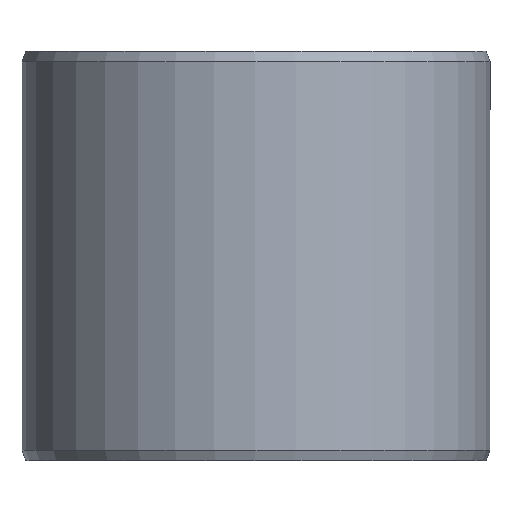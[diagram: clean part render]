
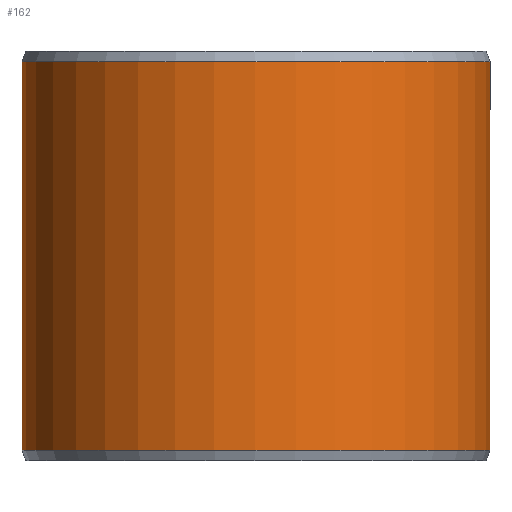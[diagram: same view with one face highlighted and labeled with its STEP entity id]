
A CAD part, front view. The second image highlights one B-rep face of the part: STEP entity #162.
In plain terms, the highlighted cylindrical face has radius 40 mm (diameter 80 mm), a partial arc.
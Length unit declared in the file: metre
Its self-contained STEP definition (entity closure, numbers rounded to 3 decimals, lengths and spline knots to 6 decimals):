
#162=ADVANCED_FACE('',(#185,#186),#187,.T.);
#185=FACE_OUTER_BOUND('',#211,.T.);
#186=FACE_BOUND('',#212,.T.);
#187=CYLINDRICAL_SURFACE('',#213,0.04);
#211=EDGE_LOOP('',(#289,#290,#291,#292));
#212=EDGE_LOOP('',(#293));
#213=AXIS2_PLACEMENT_3D('',#294,#295,#296);
#289=ORIENTED_EDGE('',*,*,#314,.T.);
#290=ORIENTED_EDGE('',*,*,#323,.F.);
#291=ORIENTED_EDGE('',*,*,#309,.F.);
#292=ORIENTED_EDGE('',*,*,#324,.T.);
#293=ORIENTED_EDGE('',*,*,#327,.T.);
#294=CARTESIAN_POINT('',(0.,0.,0.0));
#295=DIRECTION('',(0.,0.0,-1.0));
#296=DIRECTION('',(-1.0,0.0,0.));
#309=EDGE_CURVE('',#341,#342,#343,.T.);
#314=EDGE_CURVE('',#351,#349,#352,.T.);
#323=EDGE_CURVE('',#342,#349,#365,.T.);
#324=EDGE_CURVE('',#341,#351,#366,.T.);
#327=EDGE_CURVE('',#370,#370,#371,.T.);
#341=VERTEX_POINT('',#389);
#342=VERTEX_POINT('',#390);
#343=CIRCLE('',#391,0.04);
#349=VERTEX_POINT('',#399);
#351=VERTEX_POINT('',#402);
#352=CIRCLE('',#403,0.04);
#365=LINE('',#422,#423);
#366=LINE('',#424,#425);
#370=VERTEX_POINT('',#495);
#371=B_SPLINE_CURVE_WITH_KNOTS('',3,(#496,#497,#498,#499,#500,#501,#502,#503,#504,#505,#506,#507,#508,#509,#510,#511,#512,#513,#514,#515,#516,#517,#518,#519,#520,#521,#522,#523,#524,#525,#526,#527,#528,#529,#530,#531,#532,#533,#534,#535,#536,#537,#538,#539,#540,#541,#542,#543,#544,#545,#546,#547,#548,#549,#550,#551,#552,#553,#554,#555,#556,#557,#558,#559,#560,#561),.UNSPECIFIED.,.T.,.F.,(2,2,2,2,2,2,2,2,2,2,2,2,2,2,2,2,2,2,2,2,2,2,2,2,2,2,2,2,2,2,2,2,2,2,2),(-0.000782,0.0,0.000782,0.001564,0.002346,0.003128,0.00391,0.004692,0.005474,0.006256,0.007038,0.00782,0.008602,0.009384,0.010166,0.010948,0.01173,0.012512,0.013294,0.014076,0.014858,0.01564,0.016422,0.017204,0.017986,0.018768,0.01955,0.020332,0.021114,0.021896,0.022678,0.02346,0.024242,0.025024,0.025806),.UNSPECIFIED.);
#389=CARTESIAN_POINT('',(0.000698,0.039994,0.0018));
#390=CARTESIAN_POINT('',(0.,0.04,0.0018));
#391=AXIS2_PLACEMENT_3D('',#575,#576,#577);
#399=CARTESIAN_POINT('',(0.,0.04,0.0682));
#402=CARTESIAN_POINT('',(0.000698,0.039994,0.0682));
#403=AXIS2_PLACEMENT_3D('',#584,#585,#586);
#422=CARTESIAN_POINT('',(0.,0.04,0.0018));
#423=VECTOR('',#599,1.0);
#424=CARTESIAN_POINT('',(0.000698,0.039994,0.0018));
#425=VECTOR('',#600,1.0);
#495=CARTESIAN_POINT('',(0.032055,-0.023927,0.035));
#496=CARTESIAN_POINT('',(0.032055,-0.023927,0.034736));
#497=CARTESIAN_POINT('',(0.032055,-0.023927,0.035264));
#498=CARTESIAN_POINT('',(0.03207,-0.023906,0.035524));
#499=CARTESIAN_POINT('',(0.032131,-0.023824,0.036036));
#500=CARTESIAN_POINT('',(0.032177,-0.023762,0.03629));
#501=CARTESIAN_POINT('',(0.032297,-0.023599,0.036774));
#502=CARTESIAN_POINT('',(0.03237,-0.0235,0.037004));
#503=CARTESIAN_POINT('',(0.03254,-0.023263,0.037439));
#504=CARTESIAN_POINT('',(0.032638,-0.023125,0.037644));
#505=CARTESIAN_POINT('',(0.03285,-0.022823,0.038013));
#506=CARTESIAN_POINT('',(0.032965,-0.022657,0.038179));
#507=CARTESIAN_POINT('',(0.033211,-0.022295,0.038471));
#508=CARTESIAN_POINT('',(0.033341,-0.022101,0.038595));
#509=CARTESIAN_POINT('',(0.033604,-0.021698,0.038795));
#510=CARTESIAN_POINT('',(0.033741,-0.021486,0.038872));
#511=CARTESIAN_POINT('',(0.034015,-0.021048,0.038974));
#512=CARTESIAN_POINT('',(0.034151,-0.020827,0.039));
#513=CARTESIAN_POINT('',(0.03442,-0.02038,0.039));
#514=CARTESIAN_POINT('',(0.034554,-0.020151,0.038974));
#515=CARTESIAN_POINT('',(0.03481,-0.019706,0.038872));
#516=CARTESIAN_POINT('',(0.034932,-0.019488,0.038797));
#517=CARTESIAN_POINT('',(0.035166,-0.019064,0.038596));
#518=CARTESIAN_POINT('',(0.035277,-0.018857,0.038471));
#519=CARTESIAN_POINT('',(0.035479,-0.018473,0.038182));
#520=CARTESIAN_POINT('',(0.035572,-0.018294,0.038016));
#521=CARTESIAN_POINT('',(0.035742,-0.01796,0.037643));
#522=CARTESIAN_POINT('',(0.035816,-0.017811,0.037441));
#523=CARTESIAN_POINT('',(0.035944,-0.01755,0.037008));
#524=CARTESIAN_POINT('',(0.035999,-0.017437,0.036774));
#525=CARTESIAN_POINT('',(0.036087,-0.017255,0.03629));
#526=CARTESIAN_POINT('',(0.03612,-0.017187,0.036041));
#527=CARTESIAN_POINT('',(0.036164,-0.017094,0.035528));
#528=CARTESIAN_POINT('',(0.036175,-0.01707,0.035263));
#529=CARTESIAN_POINT('',(0.036175,-0.01707,0.03474));
#530=CARTESIAN_POINT('',(0.036164,-0.017092,0.034481));
#531=CARTESIAN_POINT('',(0.03612,-0.017185,0.033965));
#532=CARTESIAN_POINT('',(0.036087,-0.017255,0.033712));
#533=CARTESIAN_POINT('',(0.036,-0.017435,0.03323));
#534=CARTESIAN_POINT('',(0.035946,-0.017547,0.032998));
#535=CARTESIAN_POINT('',(0.035817,-0.01781,0.03256));
#536=CARTESIAN_POINT('',(0.035743,-0.017958,0.032359));
#537=CARTESIAN_POINT('',(0.035575,-0.018288,0.03199));
#538=CARTESIAN_POINT('',(0.035481,-0.018471,0.031821));
#539=CARTESIAN_POINT('',(0.035278,-0.018856,0.03153));
#540=CARTESIAN_POINT('',(0.035169,-0.019058,0.031407));
#541=CARTESIAN_POINT('',(0.034936,-0.019482,0.031206));
#542=CARTESIAN_POINT('',(0.034811,-0.019704,0.031129));
#543=CARTESIAN_POINT('',(0.034556,-0.020148,0.031026));
#544=CARTESIAN_POINT('',(0.034425,-0.020372,0.031));
#545=CARTESIAN_POINT('',(0.034153,-0.020825,0.031));
#546=CARTESIAN_POINT('',(0.034016,-0.021047,0.031025));
#547=CARTESIAN_POINT('',(0.033744,-0.02148,0.031127));
#548=CARTESIAN_POINT('',(0.033607,-0.021694,0.031203));
#549=CARTESIAN_POINT('',(0.033342,-0.0221,0.031404));
#550=CARTESIAN_POINT('',(0.033214,-0.022291,0.031527));
#551=CARTESIAN_POINT('',(0.032969,-0.022651,0.031816));
#552=CARTESIAN_POINT('',(0.032852,-0.022821,0.031985));
#553=CARTESIAN_POINT('',(0.032639,-0.023124,0.032354));
#554=CARTESIAN_POINT('',(0.032543,-0.023259,0.032555));
#555=CARTESIAN_POINT('',(0.032371,-0.023498,0.032991));
#556=CARTESIAN_POINT('',(0.032297,-0.023599,0.033224));
#557=CARTESIAN_POINT('',(0.032178,-0.02376,0.033705));
#558=CARTESIAN_POINT('',(0.032132,-0.023823,0.033957));
#559=CARTESIAN_POINT('',(0.03207,-0.023906,0.034474));
#560=CARTESIAN_POINT('',(0.032055,-0.023927,0.034736));
#561=CARTESIAN_POINT('',(0.032055,-0.023927,0.035264));
#575=CARTESIAN_POINT('',(0.,0.,0.0018));
#576=DIRECTION('',(0.,0.0,-1.0));
#577=DIRECTION('',(-1.0,0.0,0.));
#584=CARTESIAN_POINT('',(0.,0.,0.0682));
#585=DIRECTION('',(0.,0.0,-1.0));
#586=DIRECTION('',(-1.0,0.0,0.));
#599=DIRECTION('',(0.,0.0,1.0));
#600=DIRECTION('',(0.,0.,1.0));
